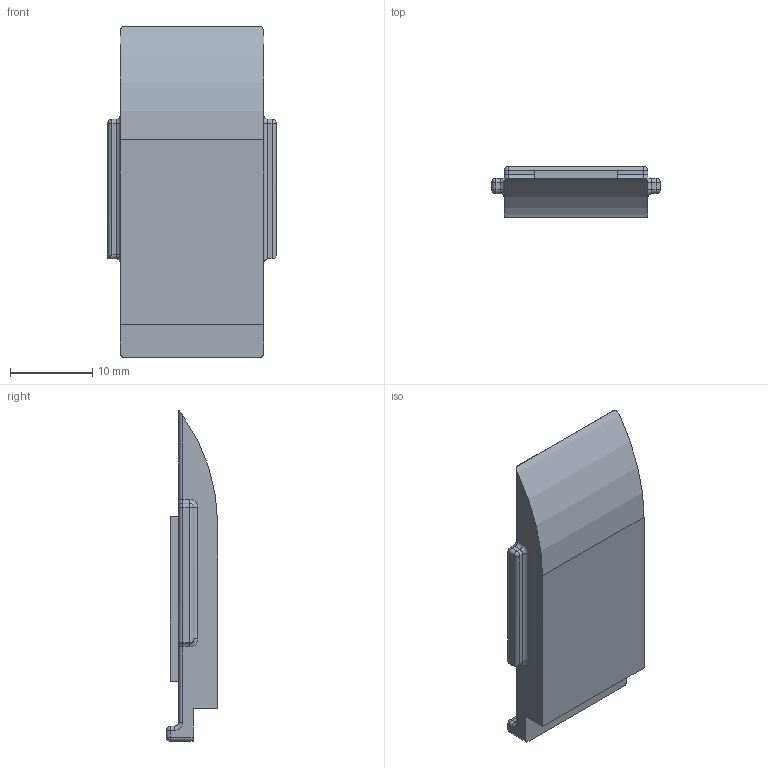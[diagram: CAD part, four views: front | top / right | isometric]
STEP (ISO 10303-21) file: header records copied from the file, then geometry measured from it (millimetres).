
FILE_DESCRIPTION (( 'STEP AP203' ), '1' );
FILE_NAME ('38-Boden-ZN20.step', '2015-09-17T16:38:41', ( '' ), ( '' ), 'SwSTEP 2.0', 'SolidWorks 2015', '' );
FILE_SCHEMA (( 'CONFIG_CONTROL_DESIGN' ));
Length unit declared in the file: millimetre
Products named in the file (3): 38-Boden-ZN20; 38-Boden ZN20 ohne Gummi; 38-Boden Gummi auf Boden
Assembly tree (2 placements, depth 2):
  38-Boden-ZN20
    38-Boden ZN20 ohne Gummi
    38-Boden Gummi auf Boden
Bounding box: 20.5 x 6.25 x 40.3 mm (x, y, z)
Volume: 3117 mm3; surface area: 2424.9 mm2
Topology: 2 solids, 2 shells, 93 faces, 224 edges, 127 vertices
Faces by surface type: plane 37, cylinder 34, torus 9, sphere 9, bspline 4
Entity records: 3069 total; most frequent: CARTESIAN_POINT 662, DIRECTION 458, ORIENTED_EDGE 430, EDGE_CURVE 215, AXIS2_PLACEMENT_3D 163, VECTOR 132, LINE 132, VERTEX_POINT 127
